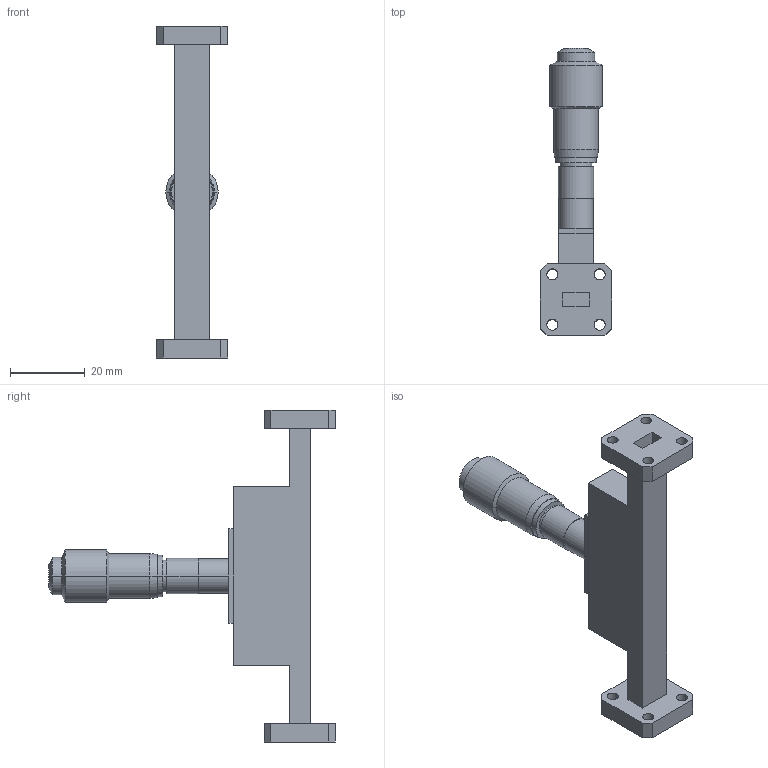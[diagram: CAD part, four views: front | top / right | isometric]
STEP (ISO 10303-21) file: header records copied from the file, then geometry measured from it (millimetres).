
FILE_DESCRIPTION (( 'STEP AP203' ), '1' );
FILE_NAME ('STA-XX-28-M2.STEP', '2018-07-03T20:09:13', ( '' ), ( '' ), 'SwSTEP 2.0', 'SolidWorks 2016', '' );
FILE_SCHEMA (( 'CONFIG_CONTROL_DESIGN' ));
Length unit declared in the file: millimetre
Products named in the file (1): STA-XX-28-M2
Bounding box: 19.05 x 76.85 x 88.9 mm (x, y, z)
Volume: 18369.6 mm3; surface area: 9521 mm2
Topology: 3 solids, 3 shells, 95 faces, 224 edges, 144 vertices
Faces by surface type: plane 53, cylinder 34, cone 8
Entity records: 2827 total; most frequent: DIRECTION 488, CARTESIAN_POINT 464, ORIENTED_EDGE 448, EDGE_CURVE 224, AXIS2_PLACEMENT_3D 168, VECTOR 152, LINE 152, VERTEX_POINT 144
